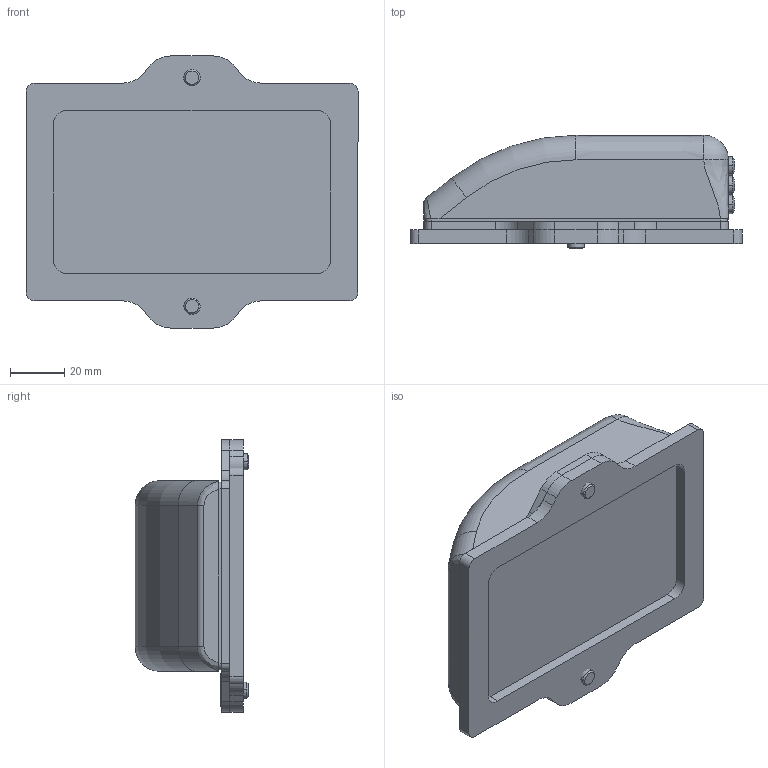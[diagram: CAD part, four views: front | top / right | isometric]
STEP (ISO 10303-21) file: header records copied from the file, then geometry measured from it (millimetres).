
FILE_DESCRIPTION (( 'STEP AP214' ), '1' );
FILE_NAME ('turtle camera.STEP', '2016-11-30T08:32:20', ( '' ), ( '' ), 'SwSTEP 2.0', 'SolidWorks 2016', '' );
FILE_SCHEMA (( 'AUTOMOTIVE_DESIGN' ));
Length unit declared in the file: millimetre
Products named in the file (10): turtle camera; camera; lid; base plate; case for camera; screw_HEX_SOCKET_DIN7991_M4x12_8.8; camera glass; gasket; screw_selfsealing_phillips_335-1156-ND_M3x8; screw_HEX_SOCKET_DIN7991_M6x10_8.8
Assembly tree (28 placements, depth 2):
  turtle camera
    gasket
    lid
    base plate
    screw_HEX_SOCKET_DIN7991_M4x12_8.8  x14
    screw_HEX_SOCKET_DIN7991_M6x10_8.8  x2
    case for camera
    camera
    camera glass
    screw_selfsealing_phillips_335-1156-ND_M3x8  x6
Bounding box: 122 x 41.68 x 100 mm (x, y, z)
Volume: 147798.7 mm3; surface area: 88885.7 mm2
Topology: 28 solids, 28 shells, 907 faces, 2185 edges, 1356 vertices
Faces by surface type: cylinder 331, plane 325, cone 172, torus 46, sphere 26, bspline 7
Entity records: 13413 total; most frequent: CARTESIAN_POINT 2526, DIRECTION 2340, ORIENTED_EDGE 2066, EDGE_CURVE 1033, AXIS2_PLACEMENT_3D 929, VERTEX_POINT 667, EDGE_LOOP 530, CIRCLE 498
